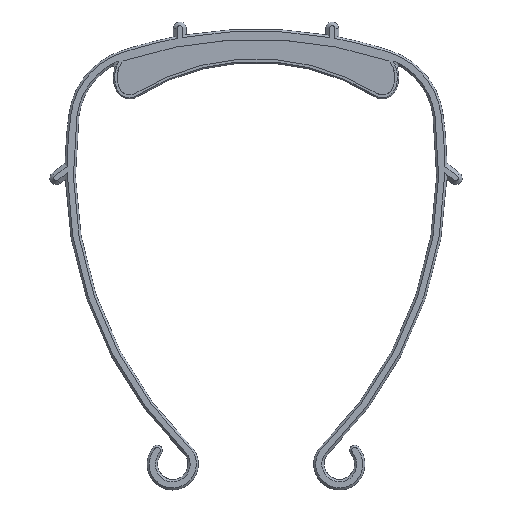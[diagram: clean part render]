
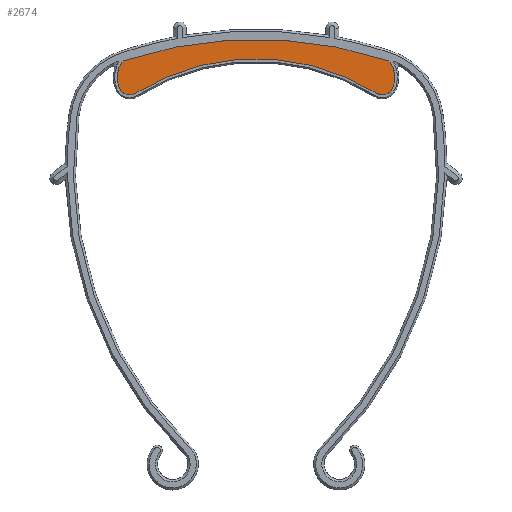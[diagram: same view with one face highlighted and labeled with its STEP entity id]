
A CAD part, top view. The second image highlights one B-rep face of the part: STEP entity #2674.
In plain terms, the highlighted planar face has unit normal (0, 0, 1).
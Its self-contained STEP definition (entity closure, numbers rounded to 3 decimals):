
#242=CARTESIAN_POINT('',(-43.182,-6.717,10.6));
#243=DIRECTION('',(0.,0.,1.));
#244=DIRECTION('',(-0.316,0.949,0.));
#245=AXIS2_PLACEMENT_3D('',#242,#243,#244);
#269=CARTESIAN_POINT('',(0.016,-136.397,10.6));
#270=DIRECTION('',(0.,0.,1.));
#271=DIRECTION('',(0.316,0.949,0.));
#272=AXIS2_PLACEMENT_3D('',#269,#270,#271);
#550=CARTESIAN_POINT('',(0.016,-70.194,10.6));
#551=DIRECTION('',(0.,0.,1.));
#552=DIRECTION('',(0.532,0.847,0.));
#553=AXIS2_PLACEMENT_3D('',#550,#551,#552);
#555=CARTESIAN_POINT('',(47.421,5.316,10.6));
#556=CARTESIAN_POINT('',(48.468,4.659,10.6));
#557=CARTESIAN_POINT('',(50.945,4.554,10.6));
#558=CARTESIAN_POINT('',(53.05,6.351,10.6));
#559=CARTESIAN_POINT('',(54.621,9.842,10.6));
#560=CARTESIAN_POINT('',(54.392,14.63,10.6));
#561=CARTESIAN_POINT('',(52.799,17.315,10.6));
#562=CARTESIAN_POINT('',(52.074,18.011,10.6));
#563=CARTESIAN_POINT('',(51.98,18.094,10.6));
#569=CARTESIAN_POINT('',(43.214,-6.717,10.6));
#570=DIRECTION('',(0.,0.,-1.));
#571=DIRECTION('',(0.316,0.949,0.));
#572=AXIS2_PLACEMENT_3D('',#569,#570,#571);
#2189=CARTESIAN_POINT('',(-47.389,5.316,10.6));
#2190=CARTESIAN_POINT('',(-48.436,4.659,10.6));
#2191=CARTESIAN_POINT('',(-50.913,4.554,10.6));
#2192=CARTESIAN_POINT('',(-53.018,6.351,10.6));
#2193=CARTESIAN_POINT('',(-54.589,9.841,10.6));
#2194=CARTESIAN_POINT('',(-54.36,14.63,10.6));
#2195=CARTESIAN_POINT('',(-52.767,17.315,10.6));
#2196=CARTESIAN_POINT('',(-52.042,18.011,10.6));
#2197=CARTESIAN_POINT('',(-51.948,18.094,10.6));
#2213=CARTESIAN_POINT('',(-51.499,18.248,10.6));
#2214=CARTESIAN_POINT('',(-51.948,18.094,10.6));
#2215=VERTEX_POINT('',#2213);
#2216=VERTEX_POINT('',#2214);
#2217=CARTESIAN_POINT('',(51.531,18.248,10.6));
#2218=VERTEX_POINT('',#2217);
#2219=CARTESIAN_POINT('',(51.98,18.094,10.6));
#2220=VERTEX_POINT('',#2219);
#2221=CARTESIAN_POINT('',(47.421,5.316,10.6));
#2222=CARTESIAN_POINT('',(-47.389,5.316,10.6));
#2223=VERTEX_POINT('',#2221);
#2224=VERTEX_POINT('',#2222);
#2656=CARTESIAN_POINT('',(0.,0.,10.6));
#2657=DIRECTION('',(0.,0.,1.));
#2658=DIRECTION('',(1.,0.,0.));
#2659=AXIS2_PLACEMENT_3D('',#2656,#2657,#2658);
#2660=PLANE('',#2659);
#2661=ORIENTED_EDGE('',*,*,#2630,.F.);
#2663=ORIENTED_EDGE('',*,*,#2662,.F.);
#2665=ORIENTED_EDGE('',*,*,#2664,.T.);
#2667=ORIENTED_EDGE('',*,*,#2666,.F.);
#2669=ORIENTED_EDGE('',*,*,#2668,.T.);
#2671=ORIENTED_EDGE('',*,*,#2670,.T.);
#2672=EDGE_LOOP('',(#2661,#2663,#2665,#2667,#2669,#2671));
#2673=FACE_OUTER_BOUND('',#2672,.F.);
#2674=ADVANCED_FACE('',(#2673),#2660,.T.);
#246=CIRCLE('',#245,26.314);
#273=CIRCLE('',#272,163.);
#554=CIRCLE('',#553,89.157);
#564=B_SPLINE_CURVE_WITH_KNOTS('',3,(#555,#556,#557,#558,#559,#560,#561,#562,
#563),.UNSPECIFIED.,.F.,.F.,(4,1,1,1,1,1,4),(0.,0.229,
0.372,0.514,0.823,0.978,1.),
.UNSPECIFIED.);
#573=CIRCLE('',#572,26.314);
#2198=B_SPLINE_CURVE_WITH_KNOTS('',3,(#2189,#2190,#2191,#2192,#2193,#2194,#2195,
#2196,#2197),.UNSPECIFIED.,.F.,.F.,(4,1,1,1,1,1,4),(0.,0.229,
0.372,0.514,0.823,0.978,1.),
.UNSPECIFIED.);
#2630=EDGE_CURVE('',#2215,#2216,#246,.T.);
#2662=EDGE_CURVE('',#2218,#2215,#273,.T.);
#2664=EDGE_CURVE('',#2218,#2220,#573,.T.);
#2666=EDGE_CURVE('',#2223,#2220,#564,.T.);
#2668=EDGE_CURVE('',#2223,#2224,#554,.T.);
#2670=EDGE_CURVE('',#2224,#2216,#2198,.T.);
